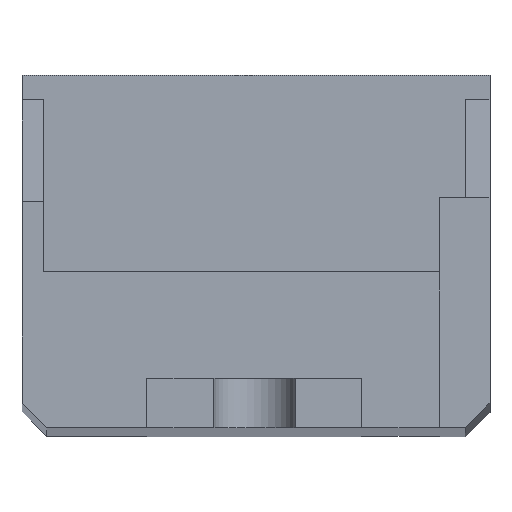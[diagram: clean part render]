
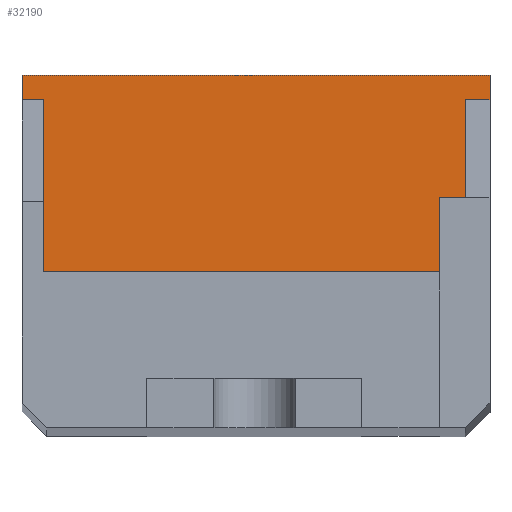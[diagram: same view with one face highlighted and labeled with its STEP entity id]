
A CAD part, top view. The second image highlights one B-rep face of the part: STEP entity #32190.
In plain terms, the highlighted planar face has unit normal (0, 0, 1).
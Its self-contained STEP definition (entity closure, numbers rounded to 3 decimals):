
#27360=CARTESIAN_POINT('',(28.5,21.5,-26.5));
#27370=VERTEX_POINT('',#27360);
#27400=CARTESIAN_POINT('',(0.,21.5,-26.5));
#27410=DIRECTION('',(-1.,0.,0.));
#27420=VECTOR('',#27410,1.);
#27430=LINE('',#27400,#27420);
#27440=CARTESIAN_POINT('',(0.,21.5,-26.5));
#27450=VERTEX_POINT('',#27440);
#27460=EDGE_CURVE('',#27370,#27450,#27430,.T.);
#28880=CARTESIAN_POINT('',(28.5,20.,-26.5));
#28890=VERTEX_POINT('',#28880);
#28920=CARTESIAN_POINT('',(28.5,0.,-26.5));
#28930=DIRECTION('',(0.,1.,0.));
#28940=VECTOR('',#28930,1.);
#28950=LINE('',#28920,#28940);
#28960=EDGE_CURVE('',#28890,#27370,#28950,.T.);
#29240=CARTESIAN_POINT('',(0.,0.,-26.5));
#29250=DIRECTION('',(0.,-1.,0.));
#29260=VECTOR('',#29250,1.);
#29270=LINE('',#29240,#29260);
#29280=CARTESIAN_POINT('',(0.,20.,-26.5));
#29290=VERTEX_POINT('',#29280);
#29300=EDGE_CURVE('',#27450,#29290,#29270,.T.);
#30920=CARTESIAN_POINT('',(1.3,21.5,-26.5));
#30930=DIRECTION('',(0.,-1.,0.));
#30940=VECTOR('',#30930,1.);
#30950=LINE('',#30920,#30940);
#30960=CARTESIAN_POINT('',(1.3,20.,-26.5));
#30970=VERTEX_POINT('',#30960);
#30980=CARTESIAN_POINT('',(1.3,8.3,-26.5));
#30990=VERTEX_POINT('',#30980);
#31000=EDGE_CURVE('',#30970,#30990,#30950,.T.);
#31840=CARTESIAN_POINT('',(1.25,21.5,-26.5));
#31850=DIRECTION('',(0.,0.,1.));
#31860=DIRECTION('',(-1.,0.,0.));
#31870=AXIS2_PLACEMENT_3D('',#31840,#31850,#31860);
#31880=PLANE('',#31870);
#31890=ORIENTED_EDGE('',*,*,#28960,.T.);
#31900=CARTESIAN_POINT('',(28.5,20.,-26.5));
#31910=DIRECTION('',(-1.,0.,0.));
#31920=VECTOR('',#31910,1.);
#31930=LINE('',#31900,#31920);
#31940=CARTESIAN_POINT('',(27.,20.,-26.5));
#31950=VERTEX_POINT('',#31940);
#31960=EDGE_CURVE('',#28890,#31950,#31930,.T.);
#31970=ORIENTED_EDGE('',*,*,#31960,.F.);
#31980=CARTESIAN_POINT('',(27.,21.5,-26.5));
#31990=DIRECTION('',(0.,-1.,0.));
#32000=VECTOR('',#31990,1.);
#32010=LINE('',#31980,#32000);
#32020=CARTESIAN_POINT('',(27.,8.3,-26.5));
#32030=VERTEX_POINT('',#32020);
#32040=EDGE_CURVE('',#31950,#32030,#32010,.T.);
#32050=ORIENTED_EDGE('',*,*,#32040,.F.);
#32060=CARTESIAN_POINT('',(0.,8.3,-26.5));
#32070=DIRECTION('',(1.,0.,0.));
#32080=VECTOR('',#32070,1.);
#32090=LINE('',#32060,#32080);
#32100=EDGE_CURVE('',#30990,#32030,#32090,.T.);
#32110=ORIENTED_EDGE('',*,*,#32100,.T.);
#32120=ORIENTED_EDGE('',*,*,#31000,.T.);
#32130=EDGE_CURVE('',#30970,#29290,#31930,.T.);
#32140=ORIENTED_EDGE('',*,*,#32130,.F.);
#32150=ORIENTED_EDGE('',*,*,#29300,.T.);
#32160=ORIENTED_EDGE('',*,*,#27460,.T.);
#32170=EDGE_LOOP('',(#32160,#32150,#32140,#32120,#32110,#32050,#31970,
#31890));
#32180=FACE_OUTER_BOUND('',#32170,.T.);
#32190=ADVANCED_FACE('',(#32180),#31880,.T.);
